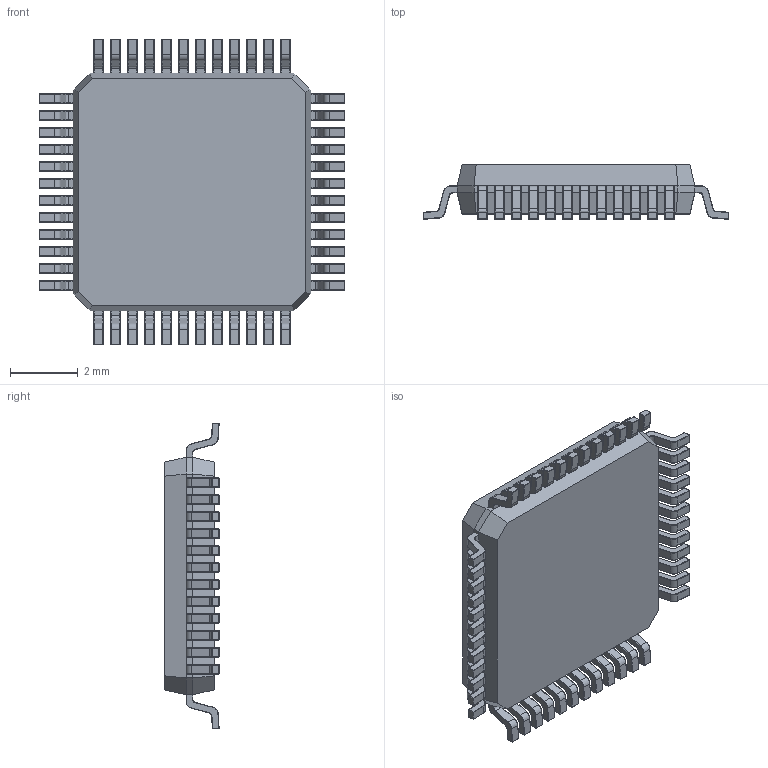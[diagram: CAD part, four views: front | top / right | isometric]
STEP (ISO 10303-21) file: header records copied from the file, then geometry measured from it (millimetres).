
FILE_DESCRIPTION (( 'STEP AP214' ), '1' );
FILE_NAME ('User Library-LQFP48_Grid_0.5.STEP', '2017-06-08T02:05:25', ( 'Windows User' ), ( '' ), 'SwSTEP 2.0', 'SolidWorks 2017', '' );
FILE_SCHEMA (( 'AUTOMOTIVE_DESIGN' ));
Length unit declared in the file: centimetre
Products named in the file (3): User Library-LQFP48_Grid_0.5_LQFP_PIN_2; User Library-LQFP48_Grid_0.5_LQFP48_Koerper_2; User Library-LQFP48_Grid_0.5
Assembly tree (49 placements, depth 2):
  User Library-LQFP48_Grid_0.5
    User Library-LQFP48_Grid_0.5_LQFP48_Koerper_2
    User Library-LQFP48_Grid_0.5_LQFP_PIN_2  x48
Bounding box: 9 x 1.6 x 9 mm (x, y, z)
Volume: 73 mm3; surface area: 222.9 mm2
Topology: 49 solids, 49 shells, 2429 faces, 5438 edges, 2724 vertices
Faces by surface type: cylinder 1154, bspline 768, plane 507
Entity records: 3575 total; most frequent: CARTESIAN_POINT 653, DIRECTION 440, ORIENTED_EDGE 332, AXIS2_PLACEMENT_3D 167, EDGE_CURVE 166, VECTOR 106, LINE 106, VERTEX_POINT 92
